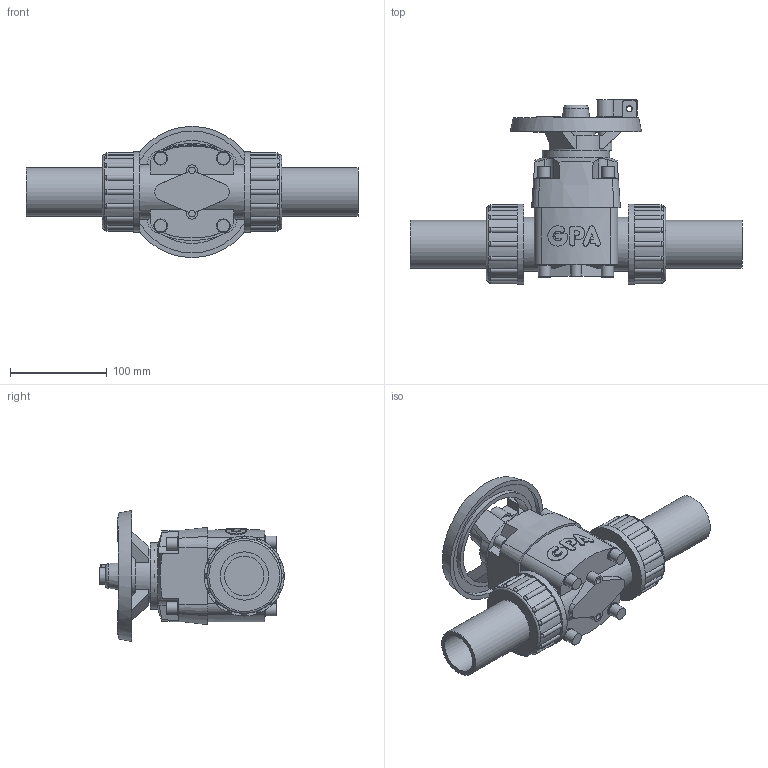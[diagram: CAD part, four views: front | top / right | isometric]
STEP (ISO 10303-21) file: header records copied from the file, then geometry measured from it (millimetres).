
FILE_DESCRIPTION(/* description */ ('PVC Diaphragm Valve with EPDM diaphragm and long PE SDR11 spigots, Ø50/DN40 , PN10'),/* implementation_level */ '2;1');
FILE_NAME(/* name */ 'T4BEU-E-050',/* time_stamp */ '2021-11-23T10:33:11+01:00',/* author */ ('COAB Solutions'),/* organization */ ('GPA Flowsystem'),/* preprocessor_version */ 'ST-DEVELOPER v18.1',/* originating_system */ 'www.coabsolutions.com',/* authorisation */ '');
FILE_SCHEMA (('AUTOMOTIVE_DESIGN { 1 0 10303 214 3 1 1 }'));
Length unit declared in the file: millimetre
Products named in the file (1): T4BEU-E-050
Bounding box: 344 x 191.33 x 136 mm (x, y, z)
Volume: 1485812.5 mm3; surface area: 212468.8 mm2
Topology: 1 solids, 4 shells, 333 faces, 841 edges, 545 vertices
Faces by surface type: plane 153, cylinder 114, sphere 32, bspline 21, cone 9, torus 4
Full cylindrical faces by diameter (mm): 5.667 x1, 6.476 x1, 6.75 x2, 6.96 x14, 12.889 x8, 13.92 x1, 14.178 x8, 40 x2, 40.02 x1, 40.8 x2, 50 x2, 50.02 x2, 56.1 x2, 67.23 x2, 69.6 x1, 77.467 x2, 83 x2, 97.143 x1, 106.857 x1, 126.286 x1
Entity records: 11664 total; most frequent: CARTESIAN_POINT 3243, DIRECTION 1757, ORIENTED_EDGE 1682, EDGE_CURVE 841, AXIS2_PLACEMENT_3D 704, VERTEX_POINT 545, CIRCLE 382, EDGE_LOOP 372
